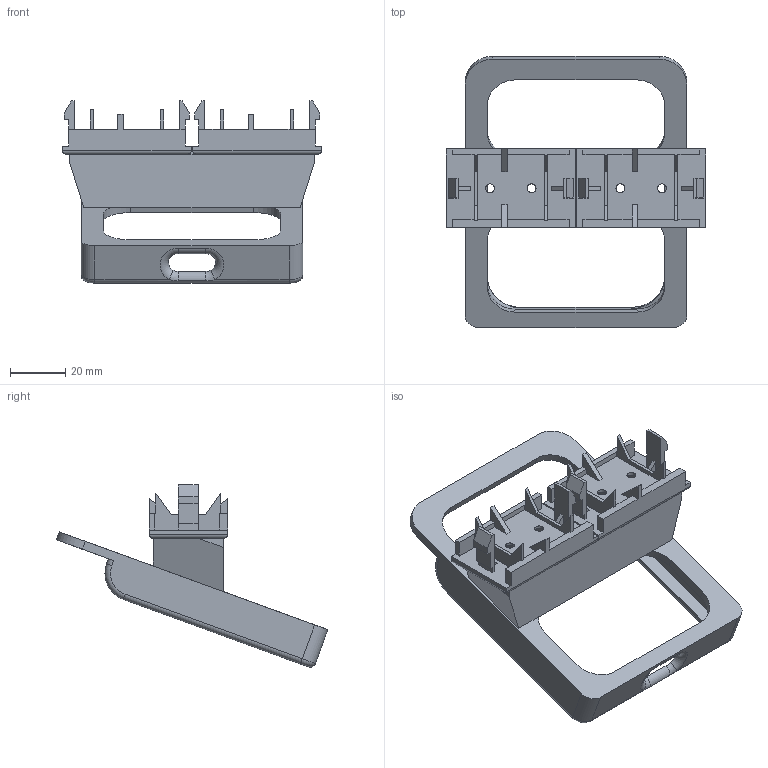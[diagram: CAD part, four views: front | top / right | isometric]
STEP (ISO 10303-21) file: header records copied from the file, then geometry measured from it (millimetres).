
FILE_DESCRIPTION(/* description */ (''),/* implementation_level */ '2;1');
FILE_NAME(/* name */ 'Phone Mount v6.step',/* time_stamp */ '2022-04-22T16:21:05+02:00',/* author */ (''),/* organization */ (''),/* preprocessor_version */ 'ST-DEVELOPER v18.1',/* originating_system */ 'Autodesk Translation Framework v10.10.0.1391',/* authorisation */ '');
FILE_SCHEMA (('AUTOMOTIVE_DESIGN { 1 0 10303 214 3 1 1 }'));
Length unit declared in the file: millimetre
Products named in the file (1): Phone Mount
Bounding box: 93.5 x 97.81 x 65.72 mm (x, y, z)
Volume: 67314.7 mm3; surface area: 35972.2 mm2
Topology: 4 solids, 4 shells, 277 faces, 763 edges, 498 vertices
Faces by surface type: plane 199, cylinder 61, torus 13, bspline 4
Full cylindrical faces by diameter (mm): 3.2 x12
Entity records: 9290 total; most frequent: CARTESIAN_POINT 2106, ORIENTED_EDGE 1526, DIRECTION 1396, EDGE_CURVE 763, LINE 604, VECTOR 604, VERTEX_POINT 498, AXIS2_PLACEMENT_3D 396
